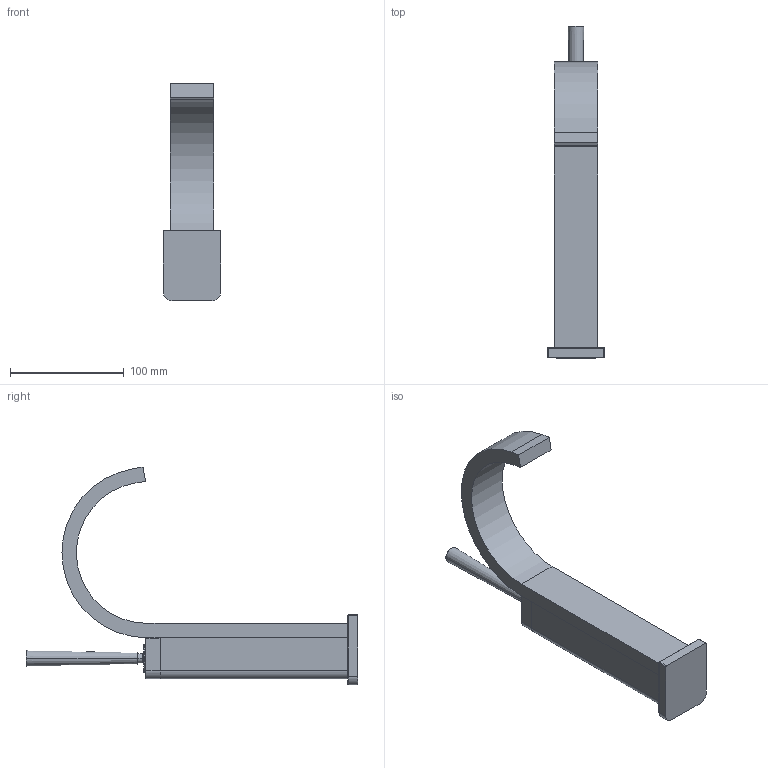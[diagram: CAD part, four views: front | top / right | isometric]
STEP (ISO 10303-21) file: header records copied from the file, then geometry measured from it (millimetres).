
FILE_DESCRIPTION((''),'2;1');
FILE_NAME('2043_SW0001','2021-02-16T10:31:12',('rsmith'),(''),'CREO PARAMETRIC BY PTC INC, 2018400','CREO PARAMETRIC BY PTC INC, 2018400','');
FILE_SCHEMA(('AUTOMOTIVE_DESIGN { 1 0 10303 214 1 1 1 1 }'));
Length unit declared in the file: inch
Products named in the file (1): 2043_SW0001
Bounding box: 50.29 x 292.1 x 191.76 mm (x, y, z)
Volume: 455411.3 mm3; surface area: 65215.7 mm2
Topology: 1 solids, 1 shells, 60 faces, 144 edges, 90 vertices
Faces by surface type: plane 28, cylinder 18, torus 8, cone 4, sphere 2
Entity records: 2611 total; most frequent: DIRECTION 322, CARTESIAN_POINT 296, ORIENTED_EDGE 288, PRESENTATION_STYLE_ASSIGNMENT 172, COLOUR_RGB 148, STYLED_ITEM 145, CURVE_STYLE 144, EDGE_CURVE 144
